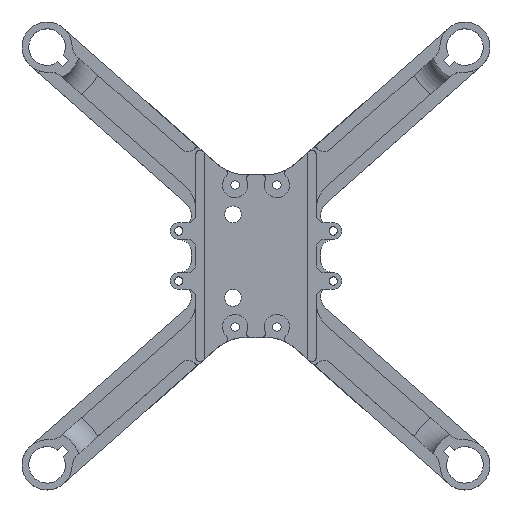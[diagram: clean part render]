
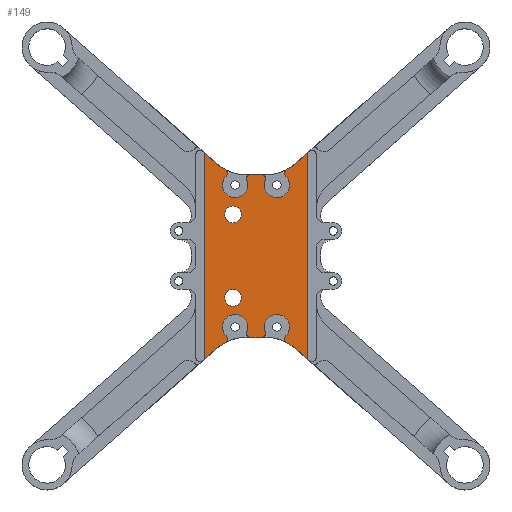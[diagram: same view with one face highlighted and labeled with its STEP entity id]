
A CAD part, top view. The second image highlights one B-rep face of the part: STEP entity #149.
In plain terms, the highlighted planar face has unit normal (0, 0, 1).
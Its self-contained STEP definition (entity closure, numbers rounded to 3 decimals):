
#149=ADVANCED_FACE('',(#971,#973,#975),#977,.T.);
#971=FACE_BOUND('',#972,.T.);
#972=EDGE_LOOP('',(#2155,#2156,#2157,#2158,#2159,#2160,#2161,#2162,#2163,#2164,#2165,
#2166,#2167,#2168,#2169,#2170,#2171,#2172,#2173,#2174,#2175,#2176,#2177,#2178));
#973=FACE_BOUND('',#974,.T.);
#974=EDGE_LOOP('',(#2179));
#975=FACE_BOUND('',#976,.T.);
#976=EDGE_LOOP('',(#2180));
#977=PLANE('',#978);
#978=AXIS2_PLACEMENT_3D('',#979,#980,#981);
#979=CARTESIAN_POINT('',(-3.5,-10.,3.));
#980=DIRECTION('',(0.,0.,1.));
#981=DIRECTION('',(0.,-1.,0.));
#2155=ORIENTED_EDGE('',*,*,#3005,.F.);
#2156=ORIENTED_EDGE('',*,*,#2875,.T.);
#2157=ORIENTED_EDGE('',*,*,#3006,.F.);
#2158=ORIENTED_EDGE('',*,*,#3007,.T.);
#2159=ORIENTED_EDGE('',*,*,#3008,.F.);
#2160=ORIENTED_EDGE('',*,*,#2869,.T.);
#2161=ORIENTED_EDGE('',*,*,#2863,.T.);
#2162=ORIENTED_EDGE('',*,*,#3009,.T.);
#2163=ORIENTED_EDGE('',*,*,#2807,.T.);
#2164=ORIENTED_EDGE('',*,*,#2802,.T.);
#2165=ORIENTED_EDGE('',*,*,#3010,.F.);
#2166=ORIENTED_EDGE('',*,*,#3011,.T.);
#2167=ORIENTED_EDGE('',*,*,#3012,.F.);
#2168=ORIENTED_EDGE('',*,*,#2799,.T.);
#2169=ORIENTED_EDGE('',*,*,#3013,.F.);
#2170=ORIENTED_EDGE('',*,*,#3014,.T.);
#2171=ORIENTED_EDGE('',*,*,#3015,.F.);
#2172=ORIENTED_EDGE('',*,*,#2793,.T.);
#2173=ORIENTED_EDGE('',*,*,#2787,.T.);
#2174=ORIENTED_EDGE('',*,*,#3004,.T.);
#2175=ORIENTED_EDGE('',*,*,#2883,.T.);
#2176=ORIENTED_EDGE('',*,*,#2878,.T.);
#2177=ORIENTED_EDGE('',*,*,#3016,.F.);
#2178=ORIENTED_EDGE('',*,*,#3017,.T.);
#2179=ORIENTED_EDGE('',*,*,#2964,.T.);
#2180=ORIENTED_EDGE('',*,*,#2963,.T.);
#2787=EDGE_CURVE('',#3427,#3425,#3428,.T.);
#2793=EDGE_CURVE('',#3431,#3427,#3437,.T.);
#2799=EDGE_CURVE('',#3438,#3446,#3448,.T.);
#2802=EDGE_CURVE('',#3453,#3451,#3454,.T.);
#2807=EDGE_CURVE('',#3462,#3453,#3463,.T.);
#2863=EDGE_CURVE('',#3559,#3557,#3560,.T.);
#2869=EDGE_CURVE('',#3563,#3559,#3569,.T.);
#2875=EDGE_CURVE('',#3570,#3578,#3580,.T.);
#2878=EDGE_CURVE('',#3585,#3583,#3586,.T.);
#2883=EDGE_CURVE('',#3594,#3585,#3595,.T.);
#2963=EDGE_CURVE('',#3725,#3725,#3726,.F.);
#2964=EDGE_CURVE('',#3727,#3727,#3728,.F.);
#3004=EDGE_CURVE('',#3425,#3594,#3793,.T.);
#3005=EDGE_CURVE('',#3570,#3794,#3795,.F.);
#3006=EDGE_CURVE('',#3796,#3578,#3797,.F.);
#3007=EDGE_CURVE('',#3796,#3798,#3799,.F.);
#3008=EDGE_CURVE('',#3563,#3798,#3800,.F.);
#3009=EDGE_CURVE('',#3557,#3462,#3801,.T.);
#3010=EDGE_CURVE('',#3802,#3451,#3803,.F.);
#3011=EDGE_CURVE('',#3802,#3804,#3805,.F.);
#3012=EDGE_CURVE('',#3438,#3804,#3806,.F.);
#3013=EDGE_CURVE('',#3807,#3446,#3808,.F.);
#3014=EDGE_CURVE('',#3807,#3809,#3810,.F.);
#3015=EDGE_CURVE('',#3431,#3809,#3811,.F.);
#3016=EDGE_CURVE('',#3812,#3583,#3813,.F.);
#3017=EDGE_CURVE('',#3812,#3794,#3814,.F.);
#3425=VERTEX_POINT('',#4621);
#3427=VERTEX_POINT('',#4625);
#3428=LINE('',#4626,#4627);
#3431=VERTEX_POINT('',#4635);
#3437=CIRCLE('',#4648,10.);
#3438=VERTEX_POINT('',#4652);
#3446=VERTEX_POINT('',#4668);
#3448=LINE('',#4672,#4673);
#3451=VERTEX_POINT('',#4680);
#3453=VERTEX_POINT('',#4684);
#3454=CIRCLE('',#4685,10.);
#3462=VERTEX_POINT('',#4704);
#3463=LINE('',#4705,#4706);
#3557=VERTEX_POINT('',#4919);
#3559=VERTEX_POINT('',#4923);
#3560=LINE('',#4924,#4925);
#3563=VERTEX_POINT('',#4933);
#3569=CIRCLE('',#4946,10.);
#3570=VERTEX_POINT('',#4950);
#3578=VERTEX_POINT('',#4966);
#3580=LINE('',#4970,#4971);
#3583=VERTEX_POINT('',#4978);
#3585=VERTEX_POINT('',#4982);
#3586=CIRCLE('',#4983,10.);
#3594=VERTEX_POINT('',#5002);
#3595=LINE('',#5003,#5004);
#3725=VERTEX_POINT('',#5315);
#3726=CIRCLE('',#5316,2.);
#3727=VERTEX_POINT('',#5320);
#3728=CIRCLE('',#5321,2.);
#3793=LINE('',#5556,#5557);
#3794=VERTEX_POINT('',#5559);
#3795=CIRCLE('',#5560,1.);
#3796=VERTEX_POINT('',#5564);
#3797=CIRCLE('',#5565,1.);
#3798=VERTEX_POINT('',#5569);
#3799=CIRCLE('',#5570,3.);
#3800=CIRCLE('',#5574,1.);
#3801=LINE('',#5578,#5579);
#3802=VERTEX_POINT('',#5581);
#3803=CIRCLE('',#5582,1.);
#3804=VERTEX_POINT('',#5586);
#3805=CIRCLE('',#5587,3.);
#3806=CIRCLE('',#5591,1.);
#3807=VERTEX_POINT('',#5595);
#3808=CIRCLE('',#5596,1.);
#3809=VERTEX_POINT('',#5600);
#3810=CIRCLE('',#5601,3.);
#3811=CIRCLE('',#5605,1.);
#3812=VERTEX_POINT('',#5609);
#3813=CIRCLE('',#5610,1.);
#3814=CIRCLE('',#5614,3.);
#4621=CARTESIAN_POINT('',(-12.375,24.746,3.));
#4625=CARTESIAN_POINT('',(-9.278,22.008,3.));
#4626=CARTESIAN_POINT('',(-9.278,22.008,3.));
#4627=VECTOR('',#4628,1.);
#4628=DIRECTION('',(-0.749,0.662,0.));
#4635=CARTESIAN_POINT('',(-7.379,20.686,3.));
#4648=AXIS2_PLACEMENT_3D('',#4649,#4650,#4651);
#4649=CARTESIAN_POINT('',(-2.655,29.5,3.));
#4650=DIRECTION('',(0.,0.,-1.));
#4651=DIRECTION('',(-0.472,-0.881,0.));
#4652=CARTESIAN_POINT('',(1.292,19.5,3.));
#4668=CARTESIAN_POINT('',(-1.292,19.5,3.));
#4672=CARTESIAN_POINT('',(1.292,19.5,3.));
#4673=VECTOR('',#4674,1.);
#4674=DIRECTION('',(-1.,0.,0.));
#4680=CARTESIAN_POINT('',(7.379,20.686,3.));
#4684=CARTESIAN_POINT('',(9.278,22.008,3.));
#4685=AXIS2_PLACEMENT_3D('',#4686,#4687,#4688);
#4686=CARTESIAN_POINT('',(2.655,29.5,3.));
#4687=DIRECTION('',(0.,0.,-1.));
#4688=DIRECTION('',(0.662,-0.749,0.));
#4704=CARTESIAN_POINT('',(12.375,24.746,3.));
#4705=CARTESIAN_POINT('',(12.375,24.746,3.));
#4706=VECTOR('',#4707,1.);
#4707=DIRECTION('',(-0.749,-0.662,0.));
#4919=CARTESIAN_POINT('',(12.375,-24.746,3.));
#4923=CARTESIAN_POINT('',(9.278,-22.008,3.));
#4924=CARTESIAN_POINT('',(9.278,-22.008,3.));
#4925=VECTOR('',#4926,1.);
#4926=DIRECTION('',(0.749,-0.662,0.));
#4933=CARTESIAN_POINT('',(7.379,-20.686,3.));
#4946=AXIS2_PLACEMENT_3D('',#4947,#4948,#4949);
#4947=CARTESIAN_POINT('',(2.655,-29.5,3.));
#4948=DIRECTION('',(0.,0.,-1.));
#4949=DIRECTION('',(0.472,0.881,0.));
#4950=CARTESIAN_POINT('',(-1.292,-19.5,3.));
#4966=CARTESIAN_POINT('',(1.292,-19.5,3.));
#4970=CARTESIAN_POINT('',(-1.292,-19.5,3.));
#4971=VECTOR('',#4972,1.);
#4972=DIRECTION('',(1.,0.,0.));
#4978=CARTESIAN_POINT('',(-7.379,-20.686,3.));
#4982=CARTESIAN_POINT('',(-9.278,-22.008,3.));
#4983=AXIS2_PLACEMENT_3D('',#4984,#4985,#4986);
#4984=CARTESIAN_POINT('',(-2.655,-29.5,3.));
#4985=DIRECTION('',(0.,0.,-1.));
#4986=DIRECTION('',(-0.662,0.749,0.));
#5002=CARTESIAN_POINT('',(-12.375,-24.746,3.));
#5003=CARTESIAN_POINT('',(-12.375,-24.746,3.));
#5004=VECTOR('',#5005,1.);
#5005=DIRECTION('',(0.749,0.662,0.));
#5315=CARTESIAN_POINT('',(-5.5,8.,3.));
#5316=AXIS2_PLACEMENT_3D('',#5317,#5318,#5319);
#5317=CARTESIAN_POINT('',(-5.5,10.,3.));
#5318=DIRECTION('',(0.,0.,1.));
#5319=DIRECTION('',(0.,-1.,0.));
#5320=CARTESIAN_POINT('',(-3.5,-10.,3.));
#5321=AXIS2_PLACEMENT_3D('',#5322,#5323,#5324);
#5322=CARTESIAN_POINT('',(-5.5,-10.,3.));
#5323=DIRECTION('',(0.,0.,1.));
#5324=DIRECTION('',(1.,0.,0.));
#5556=CARTESIAN_POINT('',(-12.375,24.746,3.));
#5557=VECTOR('',#5558,1.);
#5558=DIRECTION('',(0.,-1.,0.));
#5559=CARTESIAN_POINT('',(-2.219,-18.125,3.));
#5560=AXIS2_PLACEMENT_3D('',#5561,#5562,#5563);
#5561=CARTESIAN_POINT('',(-1.292,-18.5,3.));
#5562=DIRECTION('',(0.,0.,1.));
#5563=DIRECTION('',(-0.927,0.375,0.));
#5564=CARTESIAN_POINT('',(2.219,-18.125,3.));
#5565=AXIS2_PLACEMENT_3D('',#5566,#5567,#5568);
#5566=CARTESIAN_POINT('',(1.292,-18.5,3.));
#5567=DIRECTION('',(0.,0.,1.));
#5568=DIRECTION('',(0.,-1.,0.));
#5569=CARTESIAN_POINT('',(7.139,-19.104,3.));
#5570=AXIS2_PLACEMENT_3D('',#5571,#5572,#5573);
#5571=CARTESIAN_POINT('',(5.,-17.,3.));
#5572=DIRECTION('',(0.,0.,1.));
#5573=DIRECTION('',(0.713,-0.701,0.));
#5574=AXIS2_PLACEMENT_3D('',#5575,#5576,#5577);
#5575=CARTESIAN_POINT('',(7.852,-19.805,3.));
#5576=DIRECTION('',(0.,0.,1.));
#5577=DIRECTION('',(-0.713,0.701,0.));
#5578=CARTESIAN_POINT('',(12.375,-24.746,3.));
#5579=VECTOR('',#5580,1.);
#5580=DIRECTION('',(0.,1.,0.));
#5581=CARTESIAN_POINT('',(7.139,19.104,3.));
#5582=AXIS2_PLACEMENT_3D('',#5583,#5584,#5585);
#5583=CARTESIAN_POINT('',(7.852,19.805,3.));
#5584=DIRECTION('',(0.,0.,1.));
#5585=DIRECTION('',(-0.472,0.881,0.));
#5586=CARTESIAN_POINT('',(2.219,18.125,3.));
#5587=AXIS2_PLACEMENT_3D('',#5588,#5589,#5590);
#5588=CARTESIAN_POINT('',(5.,17.,3.));
#5589=DIRECTION('',(0.,0.,1.));
#5590=DIRECTION('',(-0.927,0.375,0.));
#5591=AXIS2_PLACEMENT_3D('',#5592,#5593,#5594);
#5592=CARTESIAN_POINT('',(1.292,18.5,3.));
#5593=DIRECTION('',(0.,0.,1.));
#5594=DIRECTION('',(0.927,-0.375,0.));
#5595=CARTESIAN_POINT('',(-2.219,18.125,3.));
#5596=AXIS2_PLACEMENT_3D('',#5597,#5598,#5599);
#5597=CARTESIAN_POINT('',(-1.292,18.5,3.));
#5598=DIRECTION('',(0.,0.,1.));
#5599=DIRECTION('',(0.,1.,0.));
#5600=CARTESIAN_POINT('',(-7.139,19.104,3.));
#5601=AXIS2_PLACEMENT_3D('',#5602,#5603,#5604);
#5602=CARTESIAN_POINT('',(-5.,17.,3.));
#5603=DIRECTION('',(0.,0.,1.));
#5604=DIRECTION('',(-0.713,0.701,0.));
#5605=AXIS2_PLACEMENT_3D('',#5606,#5607,#5608);
#5606=CARTESIAN_POINT('',(-7.852,19.805,3.));
#5607=DIRECTION('',(0.,0.,1.));
#5608=DIRECTION('',(0.713,-0.701,0.));
#5609=CARTESIAN_POINT('',(-7.139,-19.104,3.));
#5610=AXIS2_PLACEMENT_3D('',#5611,#5612,#5613);
#5611=CARTESIAN_POINT('',(-7.852,-19.805,3.));
#5612=DIRECTION('',(0.,0.,1.));
#5613=DIRECTION('',(0.472,-0.881,0.));
#5614=AXIS2_PLACEMENT_3D('',#5615,#5616,#5617);
#5615=CARTESIAN_POINT('',(-5.,-17.,3.));
#5616=DIRECTION('',(0.,0.,1.));
#5617=DIRECTION('',(0.927,-0.375,0.));
